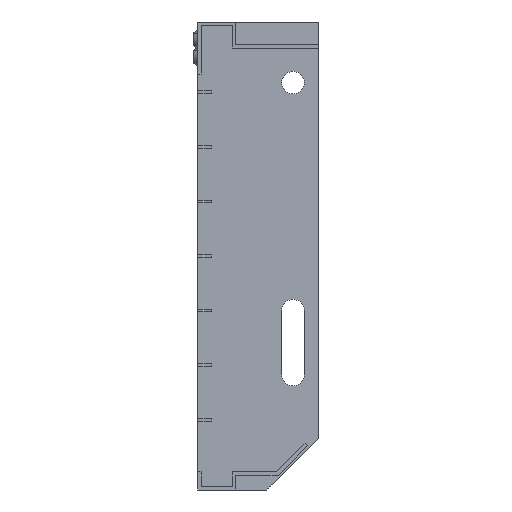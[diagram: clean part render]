
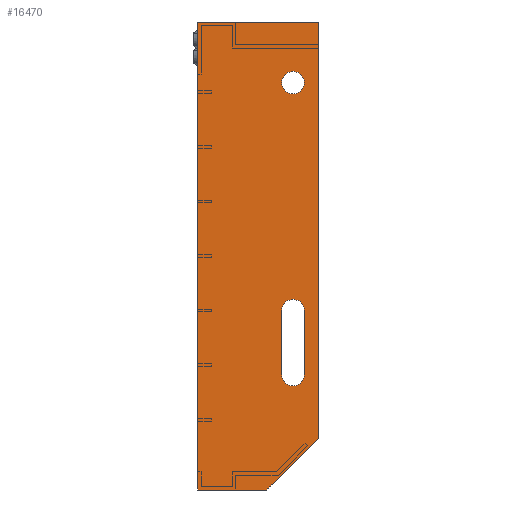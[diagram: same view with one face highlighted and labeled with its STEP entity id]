
A CAD part, left-side view. The second image highlights one B-rep face of the part: STEP entity #16470.
In plain terms, the highlighted planar face has unit normal (-1, 0, 0).
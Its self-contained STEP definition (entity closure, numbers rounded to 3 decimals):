
#138 = LINE ( 'NONE', #18825, #24354 ) ;
#1344 = FACE_BOUND ( 'NONE', #39458, .T. ) ;
#1457 = VECTOR ( 'NONE', #23692, 1000. ) ;
#1505 = CARTESIAN_POINT ( 'NONE',  ( -650., 0., 0. ) ) ;
#1773 = EDGE_CURVE ( 'NONE', #15837, #16269, #38504, .T. ) ;
#1990 = AXIS2_PLACEMENT_3D ( 'NONE', #18441, #15513, #21112 ) ;
#2952 = DIRECTION ( 'NONE',  ( 1., 0., 0. ) ) ;
#3001 = VECTOR ( 'NONE', #31674, 1000. ) ;
#3844 = EDGE_CURVE ( 'NONE', #11016, #14502, #31224, .T. ) ;
#4316 = ORIENTED_EDGE ( 'NONE', *, *, #23637, .T. ) ;
#4998 = DIRECTION ( 'NONE',  ( 0., 0., -1. ) ) ;
#5356 = PLANE ( 'NONE',  #19954 ) ;
#5791 = CIRCLE ( 'NONE', #13075, 6.5 ) ;
#5850 = LINE ( 'NONE', #13138, #3001 ) ;
#6001 = DIRECTION ( 'NONE',  ( 0., 0., -1. ) ) ;
#6816 = EDGE_CURVE ( 'NONE', #31943, #24146, #5850, .T. ) ;
#7125 = ORIENTED_EDGE ( 'NONE', *, *, #3844, .T. ) ;
#7564 = LINE ( 'NONE', #16594, #12800 ) ;
#7779 = ORIENTED_EDGE ( 'NONE', *, *, #6816, .F. ) ;
#8072 = CARTESIAN_POINT ( 'NONE',  ( -650., 8.5, -203.5 ) ) ;
#8603 = CIRCLE ( 'NONE', #13639, 6.5 ) ;
#8832 = CARTESIAN_POINT ( 'NONE',  ( -650., 0., -240. ) ) ;
#8896 = DIRECTION ( 'NONE',  ( 0., 0., -1. ) ) ;
#8919 = FACE_BOUND ( 'NONE', #9710, .T. ) ;
#9493 = AXIS2_PLACEMENT_3D ( 'NONE', #38024, #23165, #4998 ) ;
#9710 = EDGE_LOOP ( 'NONE', ( #14930, #36638 ) ) ;
#10087 = CARTESIAN_POINT ( 'NONE',  ( -650., 21.5, -166.5 ) ) ;
#10500 = CIRCLE ( 'NONE', #9493, 6.5 ) ;
#10540 = CARTESIAN_POINT ( 'NONE',  ( -650., 15., -41.5 ) ) ;
#10710 = ORIENTED_EDGE ( 'NONE', *, *, #34268, .T. ) ;
#11016 = VERTEX_POINT ( 'NONE', #24167 ) ;
#11358 = DIRECTION ( 'NONE',  ( 0., 0., -1. ) ) ;
#12331 = CARTESIAN_POINT ( 'NONE',  ( -650., 15., -166.5 ) ) ;
#12517 = VECTOR ( 'NONE', #34517, 1000. ) ;
#12800 = VECTOR ( 'NONE', #34376, 1000. ) ;
#13075 = AXIS2_PLACEMENT_3D ( 'NONE', #12331, #33425, #8896 ) ;
#13138 = CARTESIAN_POINT ( 'NONE',  ( -650., 70., 0. ) ) ;
#13551 = DIRECTION ( 'NONE',  ( 0., 1., 0. ) ) ;
#13639 = AXIS2_PLACEMENT_3D ( 'NONE', #32597, #26595, #30050 ) ;
#13974 = VERTEX_POINT ( 'NONE', #22906 ) ;
#14143 = DIRECTION ( 'NONE',  ( 0., 0., 1. ) ) ;
#14502 = VERTEX_POINT ( 'NONE', #8072 ) ;
#14930 = ORIENTED_EDGE ( 'NONE', *, *, #18263, .T. ) ;
#15022 = EDGE_CURVE ( 'NONE', #20334, #26743, #10500, .T. ) ;
#15096 = EDGE_CURVE ( 'NONE', #24260, #15837, #36083, .T. ) ;
#15513 = DIRECTION ( 'NONE',  ( 1., 0., 0. ) ) ;
#15837 = VERTEX_POINT ( 'NONE', #22700 ) ;
#15870 = CARTESIAN_POINT ( 'NONE',  ( -650., 30., -270. ) ) ;
#15974 = ORIENTED_EDGE ( 'NONE', *, *, #32542, .T. ) ;
#16269 = VERTEX_POINT ( 'NONE', #15870 ) ;
#16470 = ADVANCED_FACE ( 'NONE', ( #1344, #8919, #22688 ), #5356, .F. ) ;
#16594 = CARTESIAN_POINT ( 'NONE',  ( -650., 21.5, -203.5 ) ) ;
#17731 = ORIENTED_EDGE ( 'NONE', *, *, #23782, .F. ) ;
#18060 = CIRCLE ( 'NONE', #27082, 6.5 ) ;
#18263 = EDGE_CURVE ( 'NONE', #29153, #13974, #18060, .T. ) ;
#18441 = CARTESIAN_POINT ( 'NONE',  ( -650., 15., -35. ) ) ;
#18825 = CARTESIAN_POINT ( 'NONE',  ( -650., 70., -270. ) ) ;
#19476 = CARTESIAN_POINT ( 'NONE',  ( -650., 21.5, -203.5 ) ) ;
#19954 = AXIS2_PLACEMENT_3D ( 'NONE', #20367, #38697, #14143 ) ;
#20334 = VERTEX_POINT ( 'NONE', #32049 ) ;
#20367 = CARTESIAN_POINT ( 'NONE',  ( -650., 0., 0. ) ) ;
#20656 = CARTESIAN_POINT ( 'NONE',  ( -650., 30., -270. ) ) ;
#21112 = DIRECTION ( 'NONE',  ( 0., 0., -1. ) ) ;
#21583 = CARTESIAN_POINT ( 'NONE',  ( -650., 70., 0. ) ) ;
#22349 = ORIENTED_EDGE ( 'NONE', *, *, #30933, .F. ) ;
#22688 = FACE_OUTER_BOUND ( 'NONE', #28177, .T. ) ;
#22700 = CARTESIAN_POINT ( 'NONE',  ( -650., 0., -240. ) ) ;
#22906 = CARTESIAN_POINT ( 'NONE',  ( -650., 15., -28.5 ) ) ;
#23165 = DIRECTION ( 'NONE',  ( 1., 0., 0. ) ) ;
#23637 = EDGE_CURVE ( 'NONE', #38915, #11016, #5791, .T. ) ;
#23692 = DIRECTION ( 'NONE',  ( 0., 0.707, -0.707 ) ) ;
#23782 = EDGE_CURVE ( 'NONE', #16269, #31943, #138, .T. ) ;
#24146 = VERTEX_POINT ( 'NONE', #21583 ) ;
#24167 = CARTESIAN_POINT ( 'NONE',  ( -650., 8.5, -166.5 ) ) ;
#24260 = VERTEX_POINT ( 'NONE', #36978 ) ;
#24354 = VECTOR ( 'NONE', #13551, 1000. ) ;
#24750 = ORIENTED_EDGE ( 'NONE', *, *, #15096, .F. ) ;
#25734 = CARTESIAN_POINT ( 'NONE',  ( -650., 8.5, -166.5 ) ) ;
#26595 = DIRECTION ( 'NONE',  ( 1., 0., 0. ) ) ;
#26743 = VERTEX_POINT ( 'NONE', #19476 ) ;
#27082 = AXIS2_PLACEMENT_3D ( 'NONE', #38944, #2952, #6001 ) ;
#28177 = EDGE_LOOP ( 'NONE', ( #24750, #22349, #7779, #17731, #36126 ) ) ;
#29153 = VERTEX_POINT ( 'NONE', #10540 ) ;
#29313 = VECTOR ( 'NONE', #31316, 1000. ) ;
#29357 = EDGE_CURVE ( 'NONE', #13974, #29153, #31614, .T. ) ;
#30050 = DIRECTION ( 'NONE',  ( 0., 0., -1. ) ) ;
#30933 = EDGE_CURVE ( 'NONE', #24146, #24260, #32466, .T. ) ;
#31224 = LINE ( 'NONE', #25734, #29313 ) ;
#31316 = DIRECTION ( 'NONE',  ( 0., 0., -1. ) ) ;
#31614 = CIRCLE ( 'NONE', #1990, 6.5 ) ;
#31674 = DIRECTION ( 'NONE',  ( 0., 0., 1. ) ) ;
#31943 = VERTEX_POINT ( 'NONE', #36789 ) ;
#32049 = CARTESIAN_POINT ( 'NONE',  ( -650., 15., -210. ) ) ;
#32466 = LINE ( 'NONE', #1505, #12517 ) ;
#32542 = EDGE_CURVE ( 'NONE', #14502, #20334, #8603, .T. ) ;
#32597 = CARTESIAN_POINT ( 'NONE',  ( -650., 15., -203.5 ) ) ;
#33425 = DIRECTION ( 'NONE',  ( 1., 0., 0. ) ) ;
#34268 = EDGE_CURVE ( 'NONE', #26743, #38915, #7564, .T. ) ;
#34376 = DIRECTION ( 'NONE',  ( 0., 0., 1. ) ) ;
#34517 = DIRECTION ( 'NONE',  ( 0., -1., 0. ) ) ;
#35123 = ORIENTED_EDGE ( 'NONE', *, *, #15022, .T. ) ;
#36083 = LINE ( 'NONE', #8832, #37054 ) ;
#36126 = ORIENTED_EDGE ( 'NONE', *, *, #1773, .F. ) ;
#36638 = ORIENTED_EDGE ( 'NONE', *, *, #29357, .T. ) ;
#36789 = CARTESIAN_POINT ( 'NONE',  ( -650., 70., -270. ) ) ;
#36978 = CARTESIAN_POINT ( 'NONE',  ( -650., 0., 0. ) ) ;
#37054 = VECTOR ( 'NONE', #11358, 1000. ) ;
#38024 = CARTESIAN_POINT ( 'NONE',  ( -650., 15., -203.5 ) ) ;
#38504 = LINE ( 'NONE', #20656, #1457 ) ;
#38697 = DIRECTION ( 'NONE',  ( 1., 0., 0. ) ) ;
#38915 = VERTEX_POINT ( 'NONE', #10087 ) ;
#38944 = CARTESIAN_POINT ( 'NONE',  ( -650., 15., -35. ) ) ;
#39458 = EDGE_LOOP ( 'NONE', ( #7125, #15974, #35123, #10710, #4316 ) ) ;
